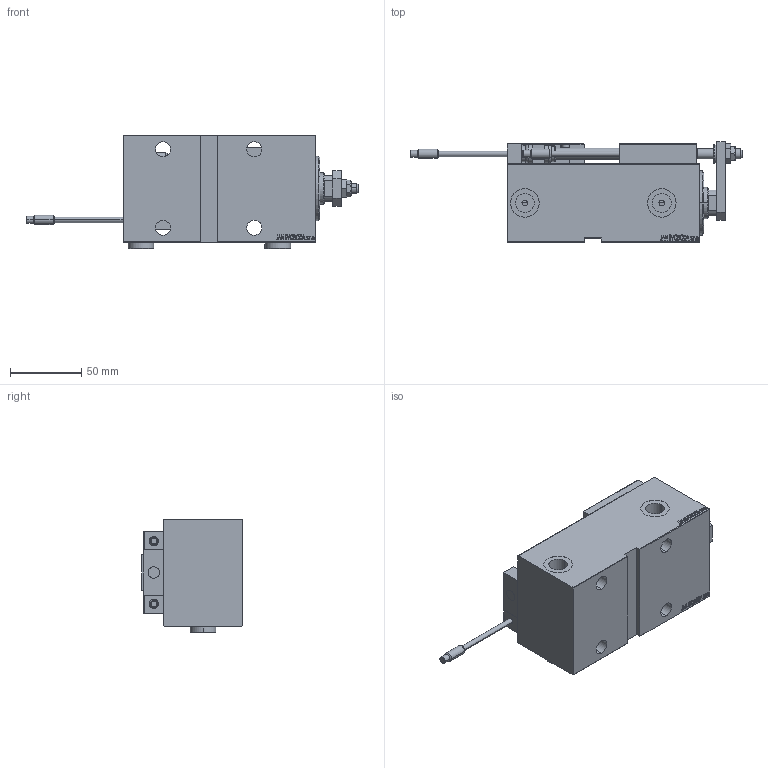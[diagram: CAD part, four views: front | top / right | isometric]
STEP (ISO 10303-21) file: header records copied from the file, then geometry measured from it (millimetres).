
FILE_DESCRIPTION (( 'STEP AP203' ), '1' );
FILE_NAME ('8537.STEP', '2024-05-20T09:29:30', ( '' ), ( '' ), 'SwSTEP 2.0', 'SolidWorks 2019', '' );
FILE_SCHEMA (( 'CONFIG_CONTROL_DESIGN' ));
Length unit declared in the file: millimetre
Products named in the file (17): V450CM_E_VCP 34f9297359f9eecc9998b010962fb1f8; TYC_L79 34f9297359f9eecc9998b010962fb1f8; ALLEN BOLT D8 34f9297359f9eecc9998b010962fb1f8; Block 34f9297359f9eecc9998b010962fb1f8; Zatka_OIL_PORT 34f9297359f9eecc9998b010962fb1f8; V450CM_E_Body 34f9297359f9eecc9998b010962fb1f8; ALLEN BOLT D5 34f9297359f9eecc9998b010962fb1f8; SWITCH_X_FRONT_BACK 34f9297359f9eecc9998b010962fb1f8; ZARAZKA 34f9297359f9eecc9998b010962fb1f8; MAGNET 34f9297359f9eecc9998b010962fb1f8; NUT_D12 34f9297359f9eecc9998b010962fb1f8; V450CM_VC_B 34f9297359f9eecc9998b010962fb1f8; SWITCH DIM B,W 34f9297359f9eecc9998b010962fb1f8; 8537; KONCOVKA_Y 34f9297359f9eecc9998b010962fb1f8; NUT_D10 34f9297359f9eecc9998b010962fb1f8; SWITCH X 34f9297359f9eecc9998b010962fb1f8
Assembly tree (27 placements, depth 3):
  8537
    V450CM_E_Body 34f9297359f9eecc9998b010962fb1f8
    V450CM_E_VCP 34f9297359f9eecc9998b010962fb1f8
    V450CM_VC_B 34f9297359f9eecc9998b010962fb1f8
    SWITCH X 34f9297359f9eecc9998b010962fb1f8
      SWITCH_X_FRONT_BACK 34f9297359f9eecc9998b010962fb1f8  x2
      TYC_L79 34f9297359f9eecc9998b010962fb1f8
      Block 34f9297359f9eecc9998b010962fb1f8  x2
      ALLEN BOLT D5 34f9297359f9eecc9998b010962fb1f8  x4
      ALLEN BOLT D8 34f9297359f9eecc9998b010962fb1f8  x4
      MAGNET 34f9297359f9eecc9998b010962fb1f8  x2
      KONCOVKA_Y 34f9297359f9eecc9998b010962fb1f8  x2
    SWITCH DIM B,W 34f9297359f9eecc9998b010962fb1f8
    ZARAZKA 34f9297359f9eecc9998b010962fb1f8
    NUT_D10 34f9297359f9eecc9998b010962fb1f8
    NUT_D12 34f9297359f9eecc9998b010962fb1f8
    Zatka_OIL_PORT 34f9297359f9eecc9998b010962fb1f8  x2
Bounding box: 232.7 x 70.5 x 79.9 mm (x, y, z)
Volume: 548542 mm3; surface area: 113856 mm2
Topology: 26 solids, 26 shells, 1368 faces, 3256 edges, 2074 vertices
Faces by surface type: plane 607, bspline 380, cylinder 204, cone 125, torus 48, sphere 4
Entity records: 51490 total; most frequent: CARTESIAN_POINT 25726, ORIENTED_EDGE 5408, DIRECTION 3725, EDGE_CURVE 2704, VERTEX_POINT 1762, LINE 1563, VECTOR 1563, EDGE_LOOP 1254
